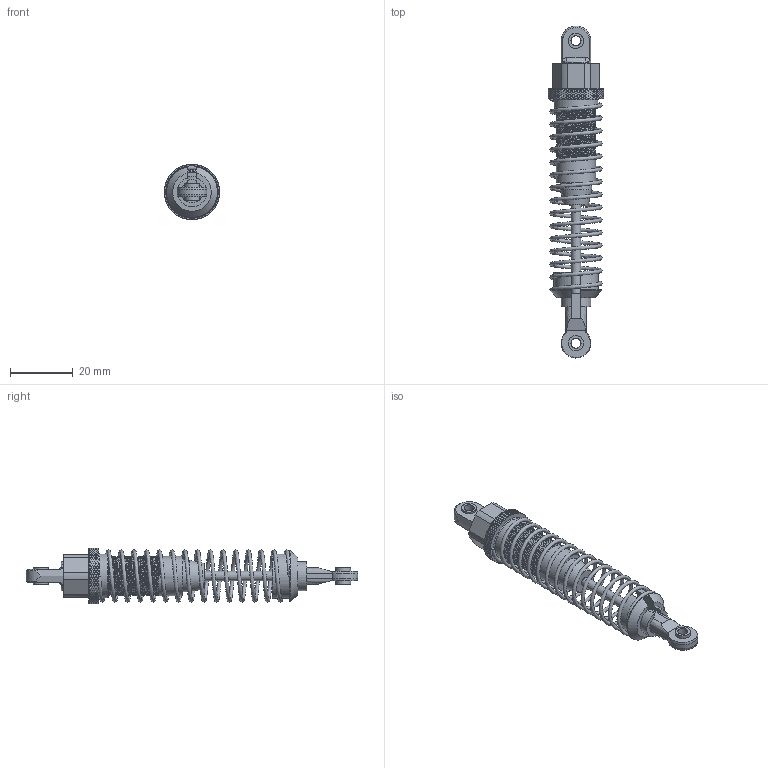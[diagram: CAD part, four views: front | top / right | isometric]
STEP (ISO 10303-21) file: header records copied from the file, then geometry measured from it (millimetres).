
FILE_DESCRIPTION(('FreeCAD Model'),'2;1');
FILE_NAME('Open CASCADE Shape Model','2025-04-17T10:58:00',('FreeCAD'),( 'FreeCAD'),'Open CASCADE STEP processor 7.6','FreeCAD','Unknown');
FILE_SCHEMA(('AUTOMOTIVE_DESIGN { 1 0 10303 214 1 1 1 1 }'));
Products named in the file (1): Open CASCADE STEP translator 7.6 1
Bounding box: 17.6 x 105.7 x 17.6 mm (x, y, z)
Volume: 8338.5 mm3; surface area: 8956.1 mm2
Topology: 9 solids, 10 shells, 1741 faces, 3659 edges, 1942 vertices
Faces by surface type: bspline 1741
Entity records: 70285 total; most frequent: CARTESIAN_POINT 47260, ORIENTED_EDGE 7318, EDGE_CURVE 3659, B_SPLINE_CURVE_WITH_KNOTS 3484, VERTEX_POINT 1942, FACE_BOUND 1755, EDGE_LOOP 1755, ADVANCED_FACE 1741
